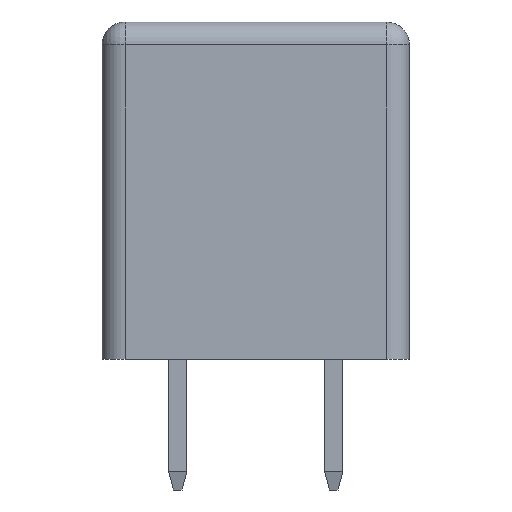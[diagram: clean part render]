
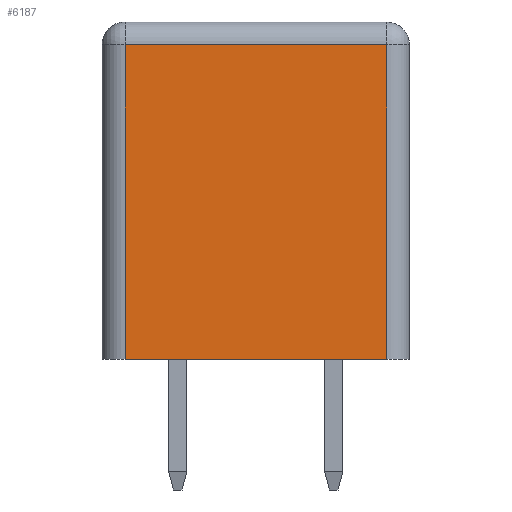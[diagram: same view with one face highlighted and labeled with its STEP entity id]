
A CAD part, left-side view. The second image highlights one B-rep face of the part: STEP entity #6187.
In plain terms, the highlighted planar face has unit normal (-1, 0, 0).
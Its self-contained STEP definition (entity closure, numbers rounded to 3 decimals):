
#799 = CARTESIAN_POINT ( 'NONE',  ( -8., 2.85, 7.35 ) ) ;
#1074 = EDGE_CURVE ( 'NONE', #8917, #8851, #1951, .T. ) ;
#1211 = EDGE_LOOP ( 'NONE', ( #15197, #11520, #11192, #16679 ) ) ;
#1779 = FACE_OUTER_BOUND ( 'NONE', #1211, .T. ) ;
#1951 = LINE ( 'NONE', #16750, #14386 ) ;
#2466 = EDGE_CURVE ( 'NONE', #8851, #8660, #4090, .T. ) ;
#3661 = DIRECTION ( 'NONE',  ( 0., 1., 0. ) ) ;
#3699 = CARTESIAN_POINT ( 'NONE',  ( -8., 2.85, 6.85 ) ) ;
#4024 = CARTESIAN_POINT ( 'NONE',  ( -8., 2.85, 0. ) ) ;
#4090 = LINE ( 'NONE', #15937, #4617 ) ;
#4105 = CARTESIAN_POINT ( 'NONE',  ( -8., 2.85, 0. ) ) ;
#4114 = DIRECTION ( 'NONE',  ( 0., -1., 0. ) ) ;
#4617 = VECTOR ( 'NONE', #7452, 1000. ) ;
#4659 = VERTEX_POINT ( 'NONE', #18225 ) ;
#5824 = CARTESIAN_POINT ( 'NONE',  ( -8., -2.85, 6.85 ) ) ;
#6187 = ADVANCED_FACE ( 'NONE', ( #1779 ), #11857, .F. ) ;
#6539 = DIRECTION ( 'NONE',  ( 0., 0., -1. ) ) ;
#7142 = EDGE_CURVE ( 'NONE', #8660, #4659, #17277, .T. ) ;
#7452 = DIRECTION ( 'NONE',  ( 0., 0., -1. ) ) ;
#7655 = AXIS2_PLACEMENT_3D ( 'NONE', #799, #18125, #18231 ) ;
#8660 = VERTEX_POINT ( 'NONE', #4105 ) ;
#8851 = VERTEX_POINT ( 'NONE', #3699 ) ;
#8917 = VERTEX_POINT ( 'NONE', #5824 ) ;
#9554 = VECTOR ( 'NONE', #4114, 1000. ) ;
#10326 = EDGE_CURVE ( 'NONE', #8917, #4659, #10970, .T. ) ;
#10970 = LINE ( 'NONE', #18315, #11341 ) ;
#11192 = ORIENTED_EDGE ( 'NONE', *, *, #2466, .T. ) ;
#11341 = VECTOR ( 'NONE', #6539, 1000. ) ;
#11520 = ORIENTED_EDGE ( 'NONE', *, *, #1074, .T. ) ;
#11857 = PLANE ( 'NONE',  #7655 ) ;
#14386 = VECTOR ( 'NONE', #3661, 1000. ) ;
#15197 = ORIENTED_EDGE ( 'NONE', *, *, #10326, .F. ) ;
#15937 = CARTESIAN_POINT ( 'NONE',  ( -8., 2.85, 7.35 ) ) ;
#16679 = ORIENTED_EDGE ( 'NONE', *, *, #7142, .T. ) ;
#16750 = CARTESIAN_POINT ( 'NONE',  ( -8., 2.85, 6.85 ) ) ;
#17277 = LINE ( 'NONE', #4024, #9554 ) ;
#18125 = DIRECTION ( 'NONE',  ( 1., 0., 0. ) ) ;
#18225 = CARTESIAN_POINT ( 'NONE',  ( -8., -2.85, 0. ) ) ;
#18231 = DIRECTION ( 'NONE',  ( 0., 1., 0. ) ) ;
#18315 = CARTESIAN_POINT ( 'NONE',  ( -8., -2.85, 7.35 ) ) ;
